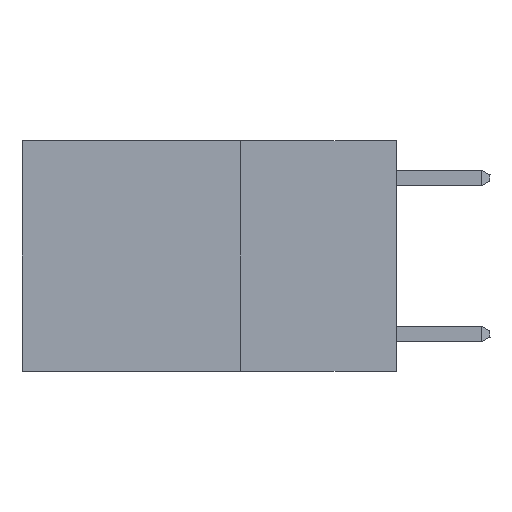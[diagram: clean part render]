
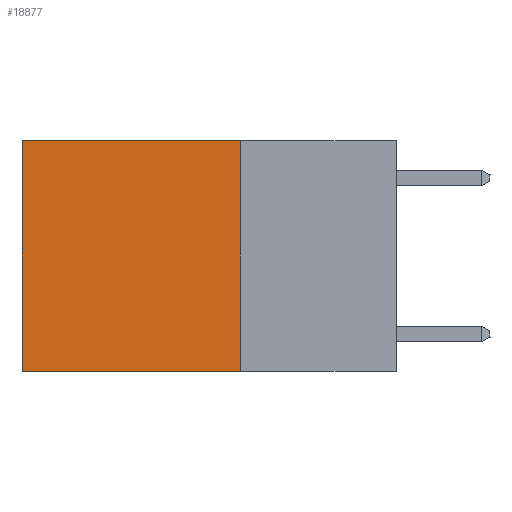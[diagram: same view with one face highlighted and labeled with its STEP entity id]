
A CAD part, left-side view. The second image highlights one B-rep face of the part: STEP entity #18877.
In plain terms, the highlighted planar face has unit normal (-1, 0, 0).
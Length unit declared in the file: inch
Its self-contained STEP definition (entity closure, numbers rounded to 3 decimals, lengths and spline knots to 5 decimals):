
#196 = VECTOR ( 'NONE', #1389, 39.37008 ) ;
#222 = DIRECTION ( 'NONE',  ( 0., 0., -1. ) ) ;
#1076 = CARTESIAN_POINT ( 'NONE',  ( 0.2625, 0.25, 0. ) ) ;
#1389 = DIRECTION ( 'NONE',  ( 0., 1., 0. ) ) ;
#1534 = CARTESIAN_POINT ( 'NONE',  ( 0.2625, 0.6, -0.37 ) ) ;
#2354 = CARTESIAN_POINT ( 'NONE',  ( 0.2625, 0.25, 0. ) ) ;
#2459 = CARTESIAN_POINT ( 'NONE',  ( 0.2625, 0.25, -0.37 ) ) ;
#2558 = LINE ( 'NONE', #2354, #16910 ) ;
#2658 = DIRECTION ( 'NONE',  ( 0., 1., 0. ) ) ;
#3088 = EDGE_CURVE ( 'NONE', #6302, #16938, #2558, .T. ) ;
#3388 = LINE ( 'NONE', #9849, #4749 ) ;
#3821 = EDGE_CURVE ( 'NONE', #6302, #14582, #3388, .T. ) ;
#4202 = EDGE_LOOP ( 'NONE', ( #18258, #16086, #20373, #14254 ) ) ;
#4749 = VECTOR ( 'NONE', #222, 39.37008 ) ;
#5292 = EDGE_CURVE ( 'NONE', #16938, #15691, #19992, .T. ) ;
#5367 = CARTESIAN_POINT ( 'NONE',  ( 0.2625, 0.25, 0. ) ) ;
#6302 = VERTEX_POINT ( 'NONE', #5367 ) ;
#7226 = AXIS2_PLACEMENT_3D ( 'NONE', #1076, #20196, #12400 ) ;
#9508 = EDGE_CURVE ( 'NONE', #14582, #15691, #15856, .T. ) ;
#9849 = CARTESIAN_POINT ( 'NONE',  ( 0.2625, 0.25, 0. ) ) ;
#12097 = PLANE ( 'NONE',  #7226 ) ;
#12400 = DIRECTION ( 'NONE',  ( 0., 0., -1. ) ) ;
#12606 = CARTESIAN_POINT ( 'NONE',  ( 0.2625, 0.25, -0.37 ) ) ;
#13375 = CARTESIAN_POINT ( 'NONE',  ( 0.2625, 0.6, 0. ) ) ;
#13462 = CARTESIAN_POINT ( 'NONE',  ( 0.2625, 0.6, 0. ) ) ;
#13975 = FACE_OUTER_BOUND ( 'NONE', #4202, .T. ) ;
#14254 = ORIENTED_EDGE ( 'NONE', *, *, #3088, .T. ) ;
#14582 = VERTEX_POINT ( 'NONE', #2459 ) ;
#15691 = VERTEX_POINT ( 'NONE', #1534 ) ;
#15856 = LINE ( 'NONE', #12606, #196 ) ;
#16086 = ORIENTED_EDGE ( 'NONE', *, *, #9508, .F. ) ;
#16501 = DIRECTION ( 'NONE',  ( 0., 0., -1. ) ) ;
#16910 = VECTOR ( 'NONE', #2658, 39.37008 ) ;
#16938 = VERTEX_POINT ( 'NONE', #13375 ) ;
#17928 = VECTOR ( 'NONE', #16501, 39.37008 ) ;
#18258 = ORIENTED_EDGE ( 'NONE', *, *, #5292, .T. ) ;
#18877 = ADVANCED_FACE ( 'NONE', ( #13975 ), #12097, .F. ) ;
#19992 = LINE ( 'NONE', #13462, #17928 ) ;
#20196 = DIRECTION ( 'NONE',  ( 1., 0., 0. ) ) ;
#20373 = ORIENTED_EDGE ( 'NONE', *, *, #3821, .F. ) ;
